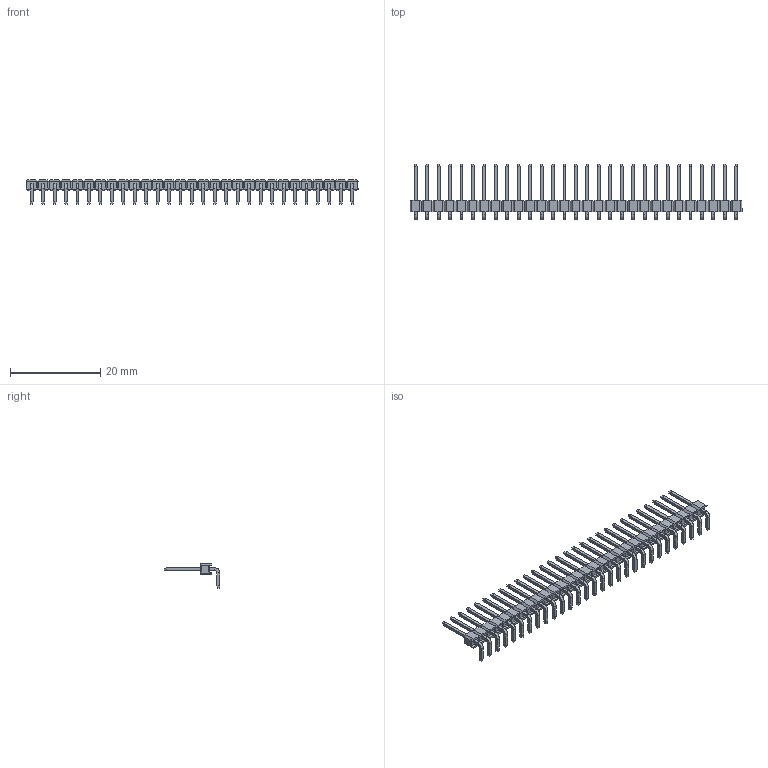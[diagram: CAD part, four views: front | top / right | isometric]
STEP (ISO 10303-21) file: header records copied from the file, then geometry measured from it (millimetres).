
FILE_DESCRIPTION (( 'STEP AP214' ), '1' );
FILE_NAME ('1x29 Male Pin Header Angle.STEP', '2021-11-12T11:33:34', ( 'M.B.I.' ), ( '' ), 'SwSTEP 2.0', '', '' );
FILE_SCHEMA (( 'AUTOMOTIVE_DESIGN' ));
Length unit declared in the file: millimetre
Products named in the file (1): 1x29 Male Pin Header Angle
Bounding box: 73.67 x 12.36 x 5.5 mm (x, y, z)
Volume: 534.4 mm3; surface area: 2232.7 mm2
Topology: 39 solids, 39 shells, 1414 faces, 3446 edges, 2110 vertices
Faces by surface type: plane 1356, cylinder 58
Entity records: 40422 total; most frequent: CARTESIAN_POINT 6971, ORIENTED_EDGE 6892, DIRECTION 6392, EDGE_CURVE 3446, LINE 3330, VECTOR 3330, VERTEX_POINT 2110, AXIS2_PLACEMENT_3D 1531
